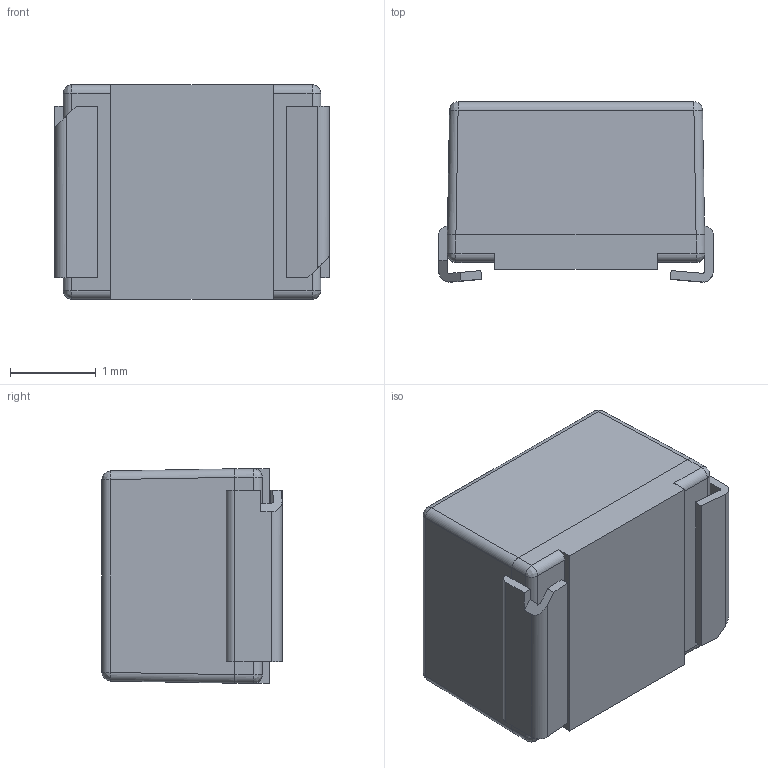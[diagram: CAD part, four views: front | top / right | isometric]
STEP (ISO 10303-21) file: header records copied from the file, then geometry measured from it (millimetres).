
FILE_DESCRIPTION (( 'STEP AP214' ), '1' );
FILE_NAME ('B82422A1102K100.STEP', '2022-03-04T05:06:05', ( '' ), ( '' ), 'SwSTEP 2.0', 'SolidWorks 2017', '' );
FILE_SCHEMA (( 'AUTOMOTIVE_DESIGN' ));
Length unit declared in the file: millimetre
Products named in the file (1): B82422A1102K100
Bounding box: 3.2 x 2.1 x 2.5 mm (x, y, z)
Volume: 14.5 mm3; surface area: 43.7 mm2
Topology: 3 solids, 3 shells, 69 faces, 159 edges, 92 vertices
Faces by surface type: plane 36, cylinder 25, bspline 8
Entity records: 2013 total; most frequent: CARTESIAN_POINT 461, ORIENTED_EDGE 310, DIRECTION 307, EDGE_CURVE 155, VECTOR 111, LINE 111, AXIS2_PLACEMENT_3D 98, VERTEX_POINT 92
